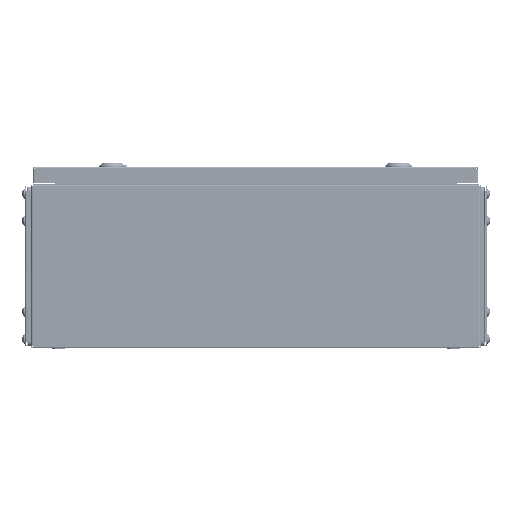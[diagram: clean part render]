
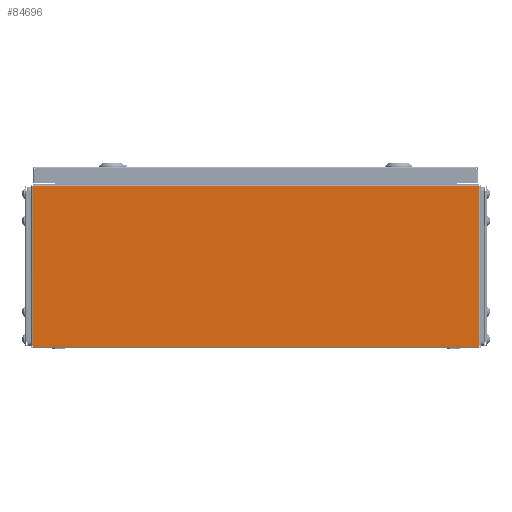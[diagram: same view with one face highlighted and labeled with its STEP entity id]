
A CAD part, left-side view. The second image highlights one B-rep face of the part: STEP entity #84696.
In plain terms, the highlighted planar face has unit normal (-1, 0, 0).
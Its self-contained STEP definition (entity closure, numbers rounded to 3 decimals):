
#1397 = ORIENTED_EDGE ( 'NONE', *, *, #27081, .T. ) ;
#3836 = DIRECTION ( 'NONE',  ( 1., 0., 0. ) ) ;
#7462 = LINE ( 'NONE', #73085, #60385 ) ;
#11282 = ORIENTED_EDGE ( 'NONE', *, *, #26743, .T. ) ;
#11526 = DIRECTION ( 'NONE',  ( 0., 0., -1. ) ) ;
#16046 = CARTESIAN_POINT ( 'NONE',  ( -300., -245.5, 0. ) ) ;
#16124 = ORIENTED_EDGE ( 'NONE', *, *, #79314, .F. ) ;
#17260 = EDGE_LOOP ( 'NONE', ( #1397, #61246, #16124, #11282 ) ) ;
#17712 = CARTESIAN_POINT ( 'NONE',  ( -300., 245.5, 177.5 ) ) ;
#22539 = VERTEX_POINT ( 'NONE', #31742 ) ;
#23248 = CARTESIAN_POINT ( 'NONE',  ( -300., 245.5, 1. ) ) ;
#24971 = LINE ( 'NONE', #70061, #47843 ) ;
#26743 = EDGE_CURVE ( 'NONE', #30303, #22539, #35818, .T. ) ;
#27081 = EDGE_CURVE ( 'NONE', #22539, #68709, #7462, .T. ) ;
#28072 = DIRECTION ( 'NONE',  ( 0., 0., 1. ) ) ;
#30128 = VECTOR ( 'NONE', #28072, 1000. ) ;
#30303 = VERTEX_POINT ( 'NONE', #71041 ) ;
#31742 = CARTESIAN_POINT ( 'NONE',  ( -300., -245.5, 177.5 ) ) ;
#33237 = VERTEX_POINT ( 'NONE', #23248 ) ;
#35818 = LINE ( 'NONE', #16046, #30128 ) ;
#35966 = VECTOR ( 'NONE', #41611, 1000. ) ;
#36686 = EDGE_CURVE ( 'NONE', #68709, #33237, #24971, .T. ) ;
#36861 = PLANE ( 'NONE',  #73654 ) ;
#41209 = LINE ( 'NONE', #67380, #35966 ) ;
#41611 = DIRECTION ( 'NONE',  ( 0., 1., 0. ) ) ;
#43707 = CARTESIAN_POINT ( 'NONE',  ( -300., 0., 0. ) ) ;
#47843 = VECTOR ( 'NONE', #76890, 1000. ) ;
#59383 = DIRECTION ( 'NONE',  ( 0., 1., 0. ) ) ;
#60385 = VECTOR ( 'NONE', #59383, 1000. ) ;
#61246 = ORIENTED_EDGE ( 'NONE', *, *, #36686, .T. ) ;
#67380 = CARTESIAN_POINT ( 'NONE',  ( -300., 245.5, 1. ) ) ;
#68709 = VERTEX_POINT ( 'NONE', #17712 ) ;
#70061 = CARTESIAN_POINT ( 'NONE',  ( -300., 245.5, 0. ) ) ;
#70297 = FACE_OUTER_BOUND ( 'NONE', #17260, .T. ) ;
#71041 = CARTESIAN_POINT ( 'NONE',  ( -300., -245.5, 1. ) ) ;
#73085 = CARTESIAN_POINT ( 'NONE',  ( -300., -245.5, 177.5 ) ) ;
#73654 = AXIS2_PLACEMENT_3D ( 'NONE', #43707, #3836, #11526 ) ;
#76890 = DIRECTION ( 'NONE',  ( 0., 0., -1. ) ) ;
#79314 = EDGE_CURVE ( 'NONE', #30303, #33237, #41209, .T. ) ;
#84696 = ADVANCED_FACE ( 'NONE', ( #70297 ), #36861, .F. ) ;
